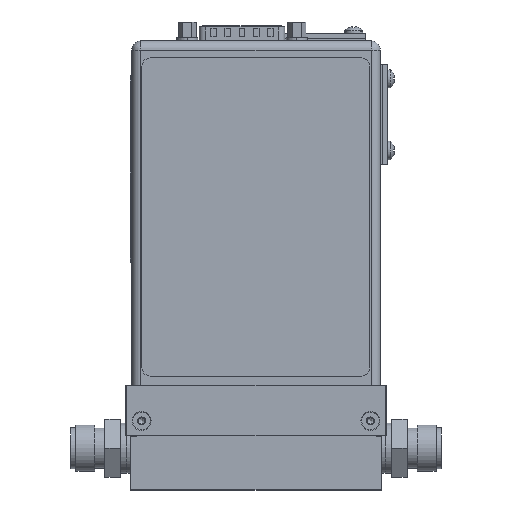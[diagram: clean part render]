
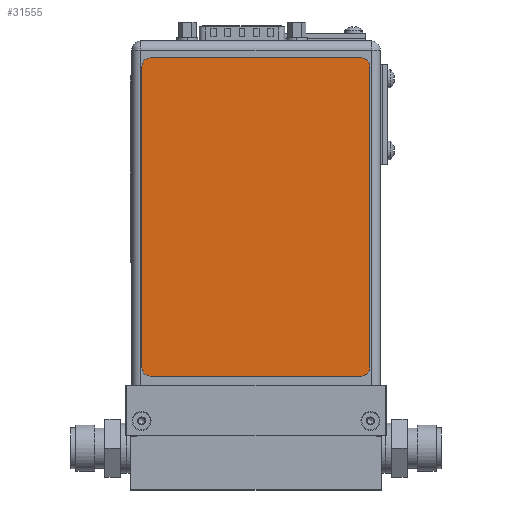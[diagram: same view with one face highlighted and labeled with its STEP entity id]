
A CAD part, top view. The second image highlights one B-rep face of the part: STEP entity #31555.
In plain terms, the highlighted planar face has unit normal (0, 0, 1).
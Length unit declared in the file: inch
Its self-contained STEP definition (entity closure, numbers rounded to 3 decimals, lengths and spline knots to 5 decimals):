
#31312=CARTESIAN_POINT('',(2.63,3.71,0.004));
#31313=DIRECTION('',(0.,0.,1.));
#31314=DIRECTION('',(1.,0.,0.));
#31315=AXIS2_PLACEMENT_3D('',#31312,#31313,#31314);
#31320=DIRECTION('',(0.,1.,0.));
#31321=VECTOR('',#31320,3.61);
#31322=CARTESIAN_POINT('',(2.73,0.1,0.004));
#31323=LINE('',#31322,#31321);
#31327=CARTESIAN_POINT('',(2.63,0.1,0.004));
#31328=DIRECTION('',(0.,0.,1.));
#31329=DIRECTION('',(0.,-1.,0.));
#31330=AXIS2_PLACEMENT_3D('',#31327,#31328,#31329);
#31335=DIRECTION('',(1.,0.,0.));
#31336=VECTOR('',#31335,2.53);
#31337=CARTESIAN_POINT('',(0.1,0.,0.004));
#31338=LINE('',#31337,#31336);
#31342=CARTESIAN_POINT('',(0.1,0.1,0.004));
#31343=DIRECTION('',(0.,0.,1.));
#31344=DIRECTION('',(-1.,0.,0.));
#31345=AXIS2_PLACEMENT_3D('',#31342,#31343,#31344);
#31350=DIRECTION('',(0.,-1.,0.));
#31351=VECTOR('',#31350,3.61);
#31352=CARTESIAN_POINT('',(0.,3.71,0.004));
#31353=LINE('',#31352,#31351);
#31357=CARTESIAN_POINT('',(0.1,3.71,0.004));
#31358=DIRECTION('',(0.,0.,1.));
#31359=DIRECTION('',(0.,1.,0.));
#31360=AXIS2_PLACEMENT_3D('',#31357,#31358,#31359);
#31365=DIRECTION('',(-1.,0.,0.));
#31366=VECTOR('',#31365,2.53);
#31367=CARTESIAN_POINT('',(2.63,3.81,0.004));
#31368=LINE('',#31367,#31366);
#31376=CARTESIAN_POINT('',(2.73,3.71,0.004));
#31377=VERTEX_POINT('',#31376);
#31378=CARTESIAN_POINT('',(2.63,3.81,0.004));
#31379=VERTEX_POINT('',#31378);
#31384=CARTESIAN_POINT('',(0.1,3.81,0.004));
#31385=VERTEX_POINT('',#31384);
#31386=CARTESIAN_POINT('',(0.,3.71,0.004));
#31387=VERTEX_POINT('',#31386);
#31392=CARTESIAN_POINT('',(0.,0.1,0.004));
#31393=VERTEX_POINT('',#31392);
#31394=CARTESIAN_POINT('',(0.1,0.,0.004));
#31395=VERTEX_POINT('',#31394);
#31398=CARTESIAN_POINT('',(2.73,0.1,0.004));
#31399=VERTEX_POINT('',#31398);
#31402=CARTESIAN_POINT('',(2.63,0.,0.004));
#31403=VERTEX_POINT('',#31402);
#31540=CARTESIAN_POINT('',(0.,0.,0.004));
#31541=DIRECTION('',(0.,0.,1.));
#31542=DIRECTION('',(1.,0.,0.));
#31543=AXIS2_PLACEMENT_3D('',#31540,#31541,#31542);
#31544=PLANE('',#31543);
#31545=ORIENTED_EDGE('',*,*,#31436,.F.);
#31546=ORIENTED_EDGE('',*,*,#31452,.F.);
#31547=ORIENTED_EDGE('',*,*,#31465,.F.);
#31548=ORIENTED_EDGE('',*,*,#31478,.F.);
#31549=ORIENTED_EDGE('',*,*,#31493,.F.);
#31550=ORIENTED_EDGE('',*,*,#31506,.F.);
#31551=ORIENTED_EDGE('',*,*,#31521,.F.);
#31552=ORIENTED_EDGE('',*,*,#31533,.F.);
#31553=EDGE_LOOP('',(#31545,#31546,#31547,#31548,#31549,#31550,#31551,#31552));
#31554=FACE_OUTER_BOUND('',#31553,.F.);
#31555=ADVANCED_FACE('',(#31554),#31544,.T.);
#31316=CIRCLE('',#31315,0.1);
#31331=CIRCLE('',#31330,0.1);
#31346=CIRCLE('',#31345,0.1);
#31361=CIRCLE('',#31360,0.1);
#31436=EDGE_CURVE('',#31377,#31379,#31316,.T.);
#31452=EDGE_CURVE('',#31399,#31377,#31323,.T.);
#31465=EDGE_CURVE('',#31403,#31399,#31331,.T.);
#31478=EDGE_CURVE('',#31395,#31403,#31338,.T.);
#31493=EDGE_CURVE('',#31393,#31395,#31346,.T.);
#31506=EDGE_CURVE('',#31387,#31393,#31353,.T.);
#31521=EDGE_CURVE('',#31385,#31387,#31361,.T.);
#31533=EDGE_CURVE('',#31379,#31385,#31368,.T.);
